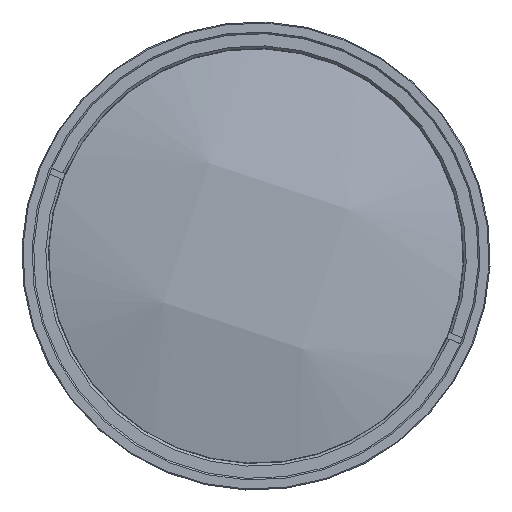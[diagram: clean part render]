
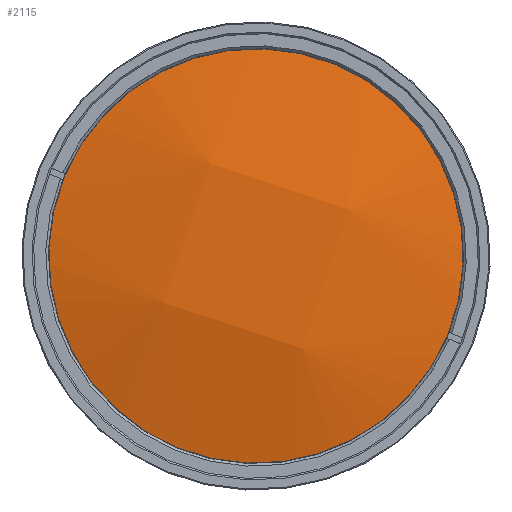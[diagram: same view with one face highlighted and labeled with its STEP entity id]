
A CAD part, left-side view. The second image highlights one B-rep face of the part: STEP entity #2115.
In plain terms, the highlighted free-form (B-spline) face has degree [3, 3] with [4, 4] control points.
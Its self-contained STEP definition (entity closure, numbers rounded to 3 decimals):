
#585 = AXIS2_PLACEMENT_3D ( 'NONE', #12098, #11859, #19594 ) ;
#1361 = CARTESIAN_POINT ( 'NONE',  ( -196.419, 0., 0. ) ) ;
#1710 = CARTESIAN_POINT ( 'NONE',  ( -198.241, 0.149, -44.328 ) ) ;
#2115 = ADVANCED_FACE ( 'NONE', ( #10828 ), #2960, .T. ) ;
#2159 = CARTESIAN_POINT ( 'NONE',  ( -196.419, -39.397, -13.044 ) ) ;
#2888 = EDGE_CURVE ( 'NONE', #18907, #14232, #7973, .T. ) ;
#2960 =( BOUNDED_SURFACE ( )  B_SPLINE_SURFACE ( 3, 3, ( 
 ( #22116, #23701, #20150, #14768 ),
 ( #3391, #6921, #8966, #5351 ),
 ( #16481, #20276, #10955, #14395 ),
 ( #18452, #18559, #1710, #16592 ) ),
 .UNSPECIFIED., .F., .F., .T. ) 
 B_SPLINE_SURFACE_WITH_KNOTS ( ( 4, 4 ),
 ( 4, 4 ),
 ( 0., 1. ),
 ( 0., 1. ),
 .UNSPECIFIED. ) 
 GEOMETRIC_REPRESENTATION_ITEM ( )  RATIONAL_B_SPLINE_SURFACE ( (
 ( 1., 0.972, 0.972, 1.),
 ( 0.972, 0.945, 0.945, 0.972),
 ( 0.972, 0.945, 0.945, 0.972),
 ( 1., 0.972, 0.972, 1.) ) ) 
 REPRESENTATION_ITEM ( '' )  SURFACE ( )  );
#3391 = CARTESIAN_POINT ( 'NONE',  ( -198.299, 35.888, 27.098 ) ) ;
#3852 = CIRCLE ( 'NONE', #17513, 41.5 ) ;
#5351 = CARTESIAN_POINT ( 'NONE',  ( -198.299, -44.968, 0.328 ) ) ;
#6921 = CARTESIAN_POINT ( 'NONE',  ( -206.625, 9.319, 18.302 ) ) ;
#6953 = DIRECTION ( 'NONE',  ( 0., 0.949, 0.314 ) ) ;
#7702 = EDGE_LOOP ( 'NONE', ( #22475, #21334 ) ) ;
#7973 = CIRCLE ( 'NONE', #585, 41.5 ) ;
#8966 = CARTESIAN_POINT ( 'NONE',  ( -206.625, -18.4, 9.125 ) ) ;
#10828 = FACE_OUTER_BOUND ( 'NONE', #7702, .T. ) ;
#10955 = CARTESIAN_POINT ( 'NONE',  ( -206.625, -9.319, -18.302 ) ) ;
#11859 = DIRECTION ( 'NONE',  ( -1., 0., 0. ) ) ;
#12098 = CARTESIAN_POINT ( 'NONE',  ( -196.419, 0., 0. ) ) ;
#13126 = EDGE_CURVE ( 'NONE', #14232, #18907, #3852, .T. ) ;
#14232 = VERTEX_POINT ( 'NONE', #23448 ) ;
#14395 = CARTESIAN_POINT ( 'NONE',  ( -198.299, -35.888, -27.098 ) ) ;
#14768 = CARTESIAN_POINT ( 'NONE',  ( -190.376, -51.431, 27.349 ) ) ;
#16481 = CARTESIAN_POINT ( 'NONE',  ( -198.299, 44.968, -0.328 ) ) ;
#16592 = CARTESIAN_POINT ( 'NONE',  ( -190.376, -24.949, -52.638 ) ) ;
#17513 = AXIS2_PLACEMENT_3D ( 'NONE', #1361, #19708, #6953 ) ;
#18452 = CARTESIAN_POINT ( 'NONE',  ( -190.376, 51.431, -27.349 ) ) ;
#18559 = CARTESIAN_POINT ( 'NONE',  ( -198.241, 26.334, -35.659 ) ) ;
#18907 = VERTEX_POINT ( 'NONE', #2159 ) ;
#19594 = DIRECTION ( 'NONE',  ( 0., 0.949, 0.314 ) ) ;
#19708 = DIRECTION ( 'NONE',  ( -1., 0., 0. ) ) ;
#20150 = CARTESIAN_POINT ( 'NONE',  ( -198.241, -26.334, 35.659 ) ) ;
#20276 = CARTESIAN_POINT ( 'NONE',  ( -206.625, 18.4, -9.125 ) ) ;
#21334 = ORIENTED_EDGE ( 'NONE', *, *, #2888, .T. ) ;
#22116 = CARTESIAN_POINT ( 'NONE',  ( -190.376, 24.949, 52.638 ) ) ;
#22475 = ORIENTED_EDGE ( 'NONE', *, *, #13126, .T. ) ;
#23448 = CARTESIAN_POINT ( 'NONE',  ( -196.419, 39.397, 13.044 ) ) ;
#23701 = CARTESIAN_POINT ( 'NONE',  ( -198.241, -0.149, 44.328 ) ) ;
